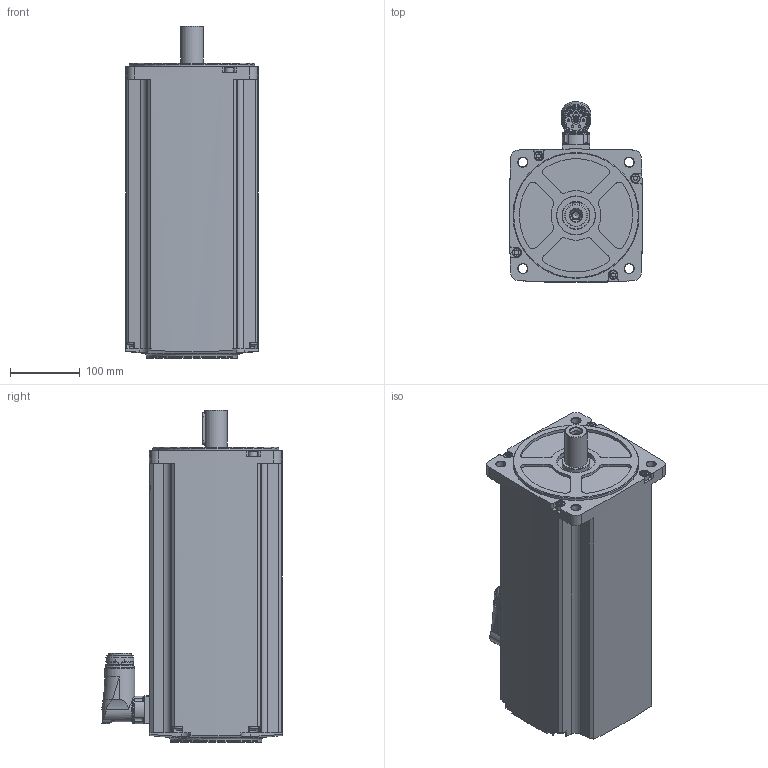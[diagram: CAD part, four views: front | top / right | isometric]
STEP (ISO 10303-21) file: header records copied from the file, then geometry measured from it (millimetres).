
FILE_DESCRIPTION(/* description */ ('STEP AP214'),/* implementation_level */ '2;1');
FILE_NAME(/* name */ '8148398_EMMT-AS-190-LK-HT-R3MY',/* time_stamp */ '2024-08-28T02:21:42+02:00',/* author */ ('License CC BY-ND 4.0'),/* organization */ ('CADENAS'),/* preprocessor_version */ 'ST-DEVELOPER v19.3',/* originating_system */ 'PARTsolutions',/* authorisation */ ' ');
FILE_SCHEMA (('AUTOMOTIVE_DESIGN {1 0 10303 214 3 1 1}'));
Length unit declared in the file: millimetre
Products named in the file (2): 8148398 EMMT-AS-190-LK-HT-R3MY---(high); 8148398 EMMT-AS-190-LK-R3---(high_h)
Assembly tree (1 placements, depth 2):
  8148398 EMMT-AS-190-LK-HT-R3MY---(high)
    8148398 EMMT-AS-190-LK-R3---(high_h)
Bounding box: 190 x 258.3 x 474.5 mm (x, y, z)
Volume: 13494105.4 mm3; surface area: 406683.2 mm2
Topology: 1 solids, 1 shells, 554 faces, 1423 edges, 923 vertices
Faces by surface type: cylinder 305, plane 168, torus 43, cone 38
Full cylindrical faces by diameter (mm): 0.63 x6, 0.99 x4, 2 x4, 3.6 x5, 4 x4, 5.2 x1, 6.647 x2, 7.06 x1, 8 x4, 10.106 x1, 13 x5, 13.5 x4, 30.85 x1, 32 x1, 32.725 x1, 39.8 x1, 40 x1, 40.3 x2, 42.8 x1, 55 x1, 130.68 x1, 180 x1
Entity records: 16606 total; most frequent: CARTESIAN_POINT 3508, DIRECTION 2844, ORIENTED_EDGE 2536, EDGE_CURVE 1268, AXIS2_PLACEMENT_3D 1181, VERTEX_POINT 890, FACE_BOUND 736, EDGE_LOOP 735
